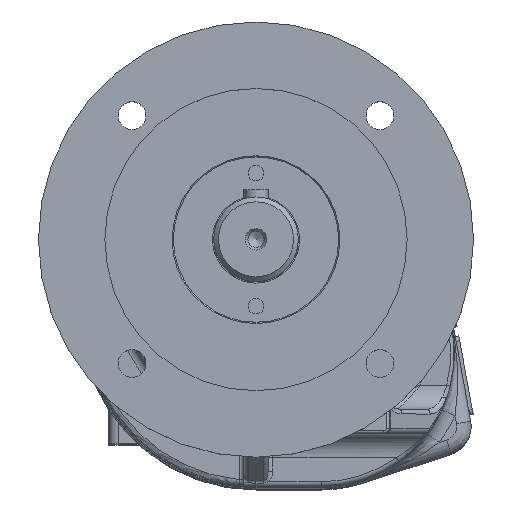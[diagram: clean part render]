
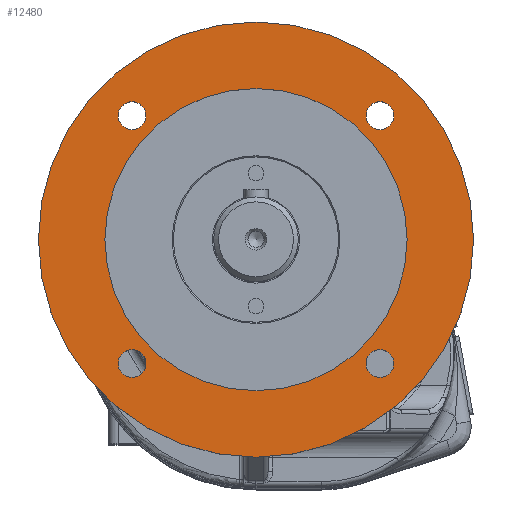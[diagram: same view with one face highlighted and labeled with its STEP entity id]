
A CAD part, top view. The second image highlights one B-rep face of the part: STEP entity #12480.
In plain terms, the highlighted planar face has unit normal (0, 0, 1).
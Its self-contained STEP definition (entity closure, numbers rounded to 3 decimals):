
#48=FACE_BOUND('',#1706,.T.);
#49=FACE_BOUND('',#1707,.T.);
#50=FACE_BOUND('',#1708,.T.);
#51=FACE_BOUND('',#1709,.T.);
#52=FACE_BOUND('',#1710,.T.);
#621=PLANE('',#13412);
#929=FACE_OUTER_BOUND('',#1705,.T.);
#1705=EDGE_LOOP('',(#8164));
#1706=EDGE_LOOP('',(#8165));
#1707=EDGE_LOOP('',(#8166));
#1708=EDGE_LOOP('',(#8167));
#1709=EDGE_LOOP('',(#8168));
#1710=EDGE_LOOP('',(#8169));
#2616=CIRCLE('',#13374,5.75);
#2621=CIRCLE('',#13382,5.75);
#2626=CIRCLE('',#13390,5.75);
#2635=CIRCLE('',#13401,5.75);
#2640=CIRCLE('',#13411,90.);
#2641=CIRCLE('',#13413,62.5);
#5000=VERTEX_POINT('',#18863);
#5006=VERTEX_POINT('',#18890);
#5012=VERTEX_POINT('',#18917);
#5020=VERTEX_POINT('',#18950);
#5024=VERTEX_POINT('',#18967);
#5025=VERTEX_POINT('',#18971);
#6178=EDGE_CURVE('',#5000,#5000,#2616,.T.);
#6186=EDGE_CURVE('',#5006,#5006,#2621,.T.);
#6194=EDGE_CURVE('',#5012,#5012,#2626,.T.);
#6207=EDGE_CURVE('',#5020,#5020,#2635,.T.);
#6214=EDGE_CURVE('',#5024,#5024,#2640,.T.);
#6216=EDGE_CURVE('',#5025,#5025,#2641,.T.);
#8164=ORIENTED_EDGE('',*,*,#6214,.F.);
#8165=ORIENTED_EDGE('',*,*,#6178,.T.);
#8166=ORIENTED_EDGE('',*,*,#6186,.T.);
#8167=ORIENTED_EDGE('',*,*,#6194,.T.);
#8168=ORIENTED_EDGE('',*,*,#6207,.T.);
#8169=ORIENTED_EDGE('',*,*,#6216,.T.);
#12480=ADVANCED_FACE('',(#929,#48,#49,#50,#51,#52),#621,.F.);
#13374=AXIS2_PLACEMENT_3D('',#18865,#15042,#15043);
#13382=AXIS2_PLACEMENT_3D('',#18892,#15059,#15060);
#13390=AXIS2_PLACEMENT_3D('',#18919,#15076,#15077);
#13401=AXIS2_PLACEMENT_3D('',#18952,#15100,#15101);
#13411=AXIS2_PLACEMENT_3D('',#18968,#15122,#15123);
#13412=AXIS2_PLACEMENT_3D('',#18970,#15125,#15126);
#13413=AXIS2_PLACEMENT_3D('',#18972,#15127,#15128);
#15042=DIRECTION('center_axis',(0.,0.,
-1.));
#15043=DIRECTION('ref_axis',(-1.,0.,0.));
#15059=DIRECTION('center_axis',(0.,0.,
-1.));
#15060=DIRECTION('ref_axis',(0.,-1.,0.));
#15076=DIRECTION('center_axis',(0.,0.,
-1.));
#15077=DIRECTION('ref_axis',(1.,0.,0.));
#15100=DIRECTION('center_axis',(0.,0.,
-1.));
#15101=DIRECTION('ref_axis',(0.,1.,0.));
#15122=DIRECTION('center_axis',(0.,0.,
-1.));
#15123=DIRECTION('ref_axis',(0.,1.,0.));
#15125=DIRECTION('center_axis',(0.,0.,
-1.));
#15126=DIRECTION('ref_axis',(0.,-1.,0.));
#15127=DIRECTION('center_axis',(0.,0.,
-1.));
#15128=DIRECTION('ref_axis',(0.,1.,0.));
#18863=CARTESIAN_POINT('',(-45.515,-35.684,200.65));
#18865=CARTESIAN_POINT('Origin',(-51.265,-35.684,200.65));
#18890=CARTESIAN_POINT('',(51.265,-29.934,200.65));
#18892=CARTESIAN_POINT('Origin',(51.265,-35.684,200.65));
#18917=CARTESIAN_POINT('',(45.515,66.847,200.65));
#18919=CARTESIAN_POINT('Origin',(51.265,66.847,200.65));
#18950=CARTESIAN_POINT('',(-51.265,61.097,200.65));
#18952=CARTESIAN_POINT('Origin',(-51.265,66.847,200.65));
#18967=CARTESIAN_POINT('',(0.,-74.418,200.65));
#18968=CARTESIAN_POINT('Origin',(0.,15.582,
200.65));
#18970=CARTESIAN_POINT('Origin',(0.,91.832,
200.65));
#18971=CARTESIAN_POINT('',(0.,-46.918,200.65));
#18972=CARTESIAN_POINT('Origin',(0.,15.582,
200.65));
